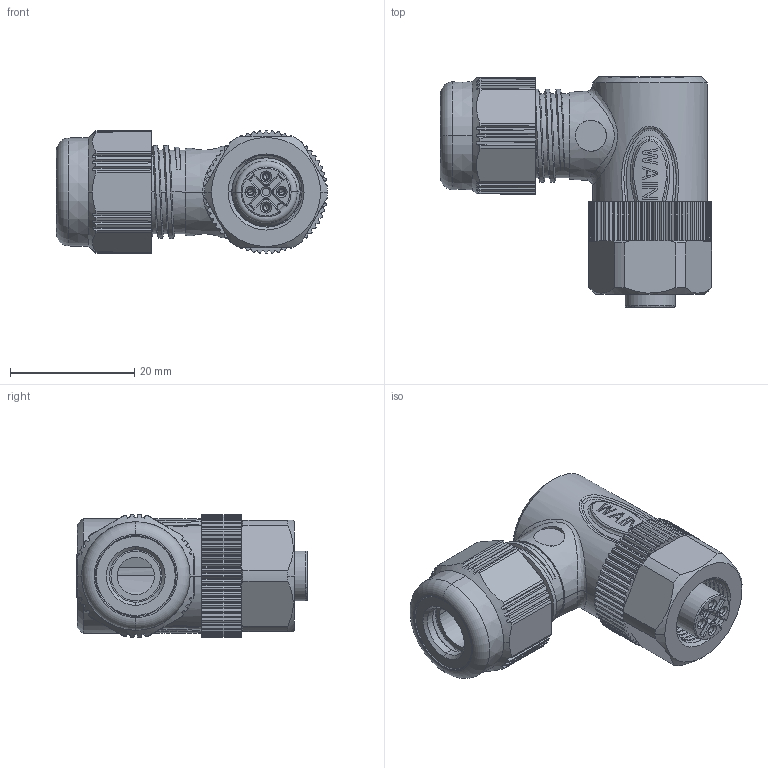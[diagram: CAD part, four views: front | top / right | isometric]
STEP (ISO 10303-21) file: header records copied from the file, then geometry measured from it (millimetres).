
FILE_DESCRIPTION((''),'2;1');
FILE_NAME('M12-F04A-S-D6-_ASM_SW0001','2017-07-31T',('y.wang'),(''),'PRO/ENGINEER BY PARAMETRIC TECHNOLOGY CORPORATION, 2012480','PRO/ENGINEER BY PARAMETRIC TECHNOLOGY CORPORATION, 2012480','');
FILE_SCHEMA(('CONFIG_CONTROL_DESIGN'));
Products named in the file (1): M12-F04A-S-D6-_ASM_SW0001
Bounding box: 43.65 x 37.1 x 19.8 mm (x, y, z)
Volume: 10180.4 mm3; surface area: 13148.9 mm2
Topology: 1 solids, 1 shells, 1559 faces, 4819 edges, 3248 vertices
Faces by surface type: plane 583, cylinder 423, cone 192, bspline 172, torus 104, extrusion 83, sphere 2
Entity records: 78948 total; most frequent: CARTESIAN_POINT 38598, ORIENTED_EDGE 9602, DIRECTION 6967, EDGE_CURVE 4801, VERTEX_POINT 3248, AXIS2_PLACEMENT_3D 2597, B_SPLINE_CURVE_WITH_KNOTS 1901, VECTOR 1773
